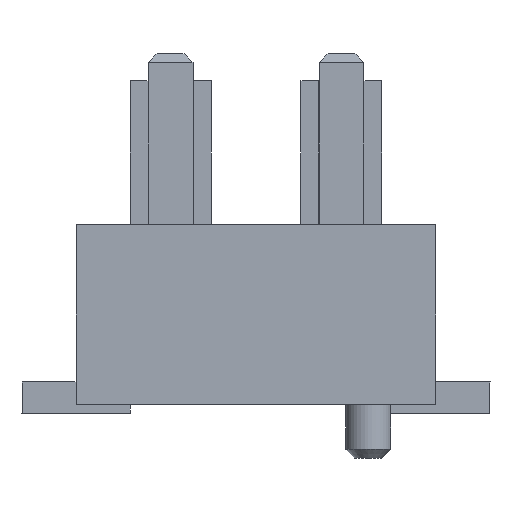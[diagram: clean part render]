
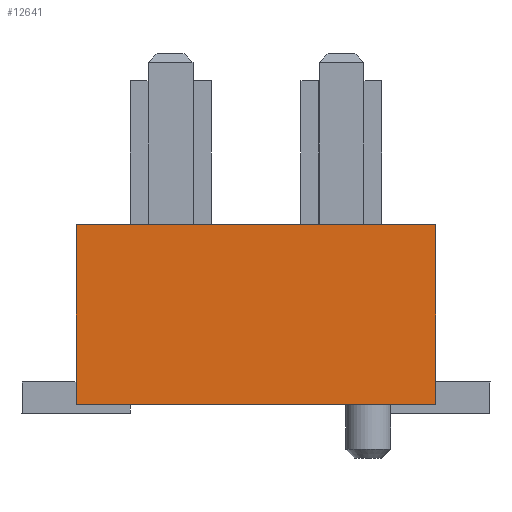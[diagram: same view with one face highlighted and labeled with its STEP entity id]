
A CAD part, left-side view. The second image highlights one B-rep face of the part: STEP entity #12641.
In plain terms, the highlighted planar face has unit normal (-1, 0, 0).
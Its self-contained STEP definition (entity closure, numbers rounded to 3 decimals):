
#295=FACE_OUTER_BOUND('',#1125,.T.);
#1125=EDGE_LOOP('',(#8403,#8404,#8405,#8406));
#1983=LINE('',#17944,#3719);
#1984=LINE('',#17947,#3720);
#1985=LINE('',#17949,#3721);
#1986=LINE('',#17950,#3722);
#3719=VECTOR('',#14531,10.);
#3720=VECTOR('',#14534,10.);
#3721=VECTOR('',#14535,10.);
#3722=VECTOR('',#14536,10.);
#5439=VERTEX_POINT('',#17940);
#5440=VERTEX_POINT('',#17942);
#5441=VERTEX_POINT('',#17946);
#5442=VERTEX_POINT('',#17948);
#6619=EDGE_CURVE('',#5439,#5440,#1983,.T.);
#6620=EDGE_CURVE('',#5441,#5439,#1984,.T.);
#6621=EDGE_CURVE('',#5442,#5440,#1985,.T.);
#6622=EDGE_CURVE('',#5441,#5442,#1986,.T.);
#8403=ORIENTED_EDGE('',*,*,#6620,.T.);
#8404=ORIENTED_EDGE('',*,*,#6619,.T.);
#8405=ORIENTED_EDGE('',*,*,#6621,.F.);
#8406=ORIENTED_EDGE('',*,*,#6622,.F.);
#11811=PLANE('',#13611);
#12641=ADVANCED_FACE('',(#295),#11811,.T.);
#13611=AXIS2_PLACEMENT_3D('',#17945,#14532,#14533);
#14531=DIRECTION('',(0.,0.,1.));
#14532=DIRECTION('center_axis',(-1.,0.,0.));
#14533=DIRECTION('ref_axis',(0.,-1.,0.));
#14534=DIRECTION('',(0.,-1.,0.));
#14535=DIRECTION('',(0.,-1.,0.));
#14536=DIRECTION('',(0.,0.,1.));
#17940=CARTESIAN_POINT('',(-6.35,-2.,0.));
#17942=CARTESIAN_POINT('',(-6.35,-2.,2.));
#17944=CARTESIAN_POINT('',(-6.35,-2.,0.));
#17945=CARTESIAN_POINT('Origin',(-6.35,2.,0.));
#17946=CARTESIAN_POINT('',(-6.35,2.,0.));
#17947=CARTESIAN_POINT('',(-6.35,2.,0.));
#17948=CARTESIAN_POINT('',(-6.35,2.,2.));
#17949=CARTESIAN_POINT('',(-6.35,2.,2.));
#17950=CARTESIAN_POINT('',(-6.35,2.,0.));
